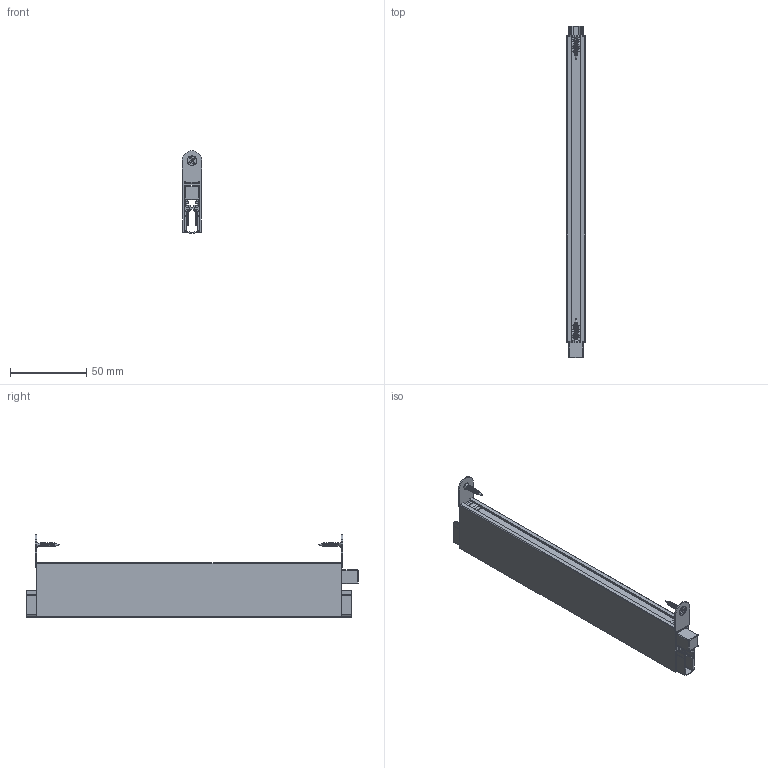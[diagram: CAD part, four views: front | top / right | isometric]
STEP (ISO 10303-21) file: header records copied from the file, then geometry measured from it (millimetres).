
FILE_DESCRIPTION(/* description */ ('Unknown'),/* implementation_level */ '2;1');
FILE_NAME(/* name */ '1-809_SchallEx-SlideM12SLA_3D',/* time_stamp */ '2021-06-07T10:51:18+02:00',/* author */ ('Unknown'),/* organization */ ('Unknown'),/* preprocessor_version */ 'ST-DEVELOPER v16.7',/* originating_system */ 'Solid Edge',/* authorisation */ 'Unknown');
FILE_SCHEMA (('AUTOMOTIVE_DESIGN {1 0 10303 214 3 1 1}'));
Length unit declared in the file: millimetre
Products named in the file (12): 28385_Bodendichtung; AP_390_oa_0; AP_391; 27508_Dichtprofil; AN_189_oa_1; AJ_263; 21890_Befestigungsschraube; 27566_Etikett_3D__Athmer__f黵_3D; 26541_Etikett_Athmer_klein_kurz; 31110_Athmer_Logo__ab_2021_; 27567_Text__Schall-Ex_Slide_M-12_SLA; AW_065
Assembly tree (13 placements, depth 3):
  28385_Bodendichtung
    AP_390_oa_0
    AP_391
    27508_Dichtprofil
    AN_189_oa_1
      AJ_263
    21890_Befestigungsschraube  x2
    27566_Etikett_3D__Athmer__f黵_3D
      26541_Etikett_Athmer_klein_kurz
      31110_Athmer_Logo__ab_2021_
      27567_Text__Schall-Ex_Slide_M-12_SLA
    AW_065  x2
Bounding box: 13 x 218 x 54.1 mm (x, y, z)
Volume: 39456.5 mm3; surface area: 77199.7 mm2
Topology: 36 solids, 36 shells, 751 faces, 1953 edges, 1282 vertices
Faces by surface type: plane 479, cylinder 147, bspline 96, cone 13, torus 12, sphere 4
Full cylindrical faces by diameter (mm): 1.003 x2, 4.2 x1, 6.132 x2
Entity records: 23513 total; most frequent: CARTESIAN_POINT 8405, ORIENTED_EDGE 3254, DIRECTION 2574, EDGE_CURVE 1627, VERTEX_POINT 1081, LINE 974, VECTOR 974, AXIS2_PLACEMENT_3D 800
